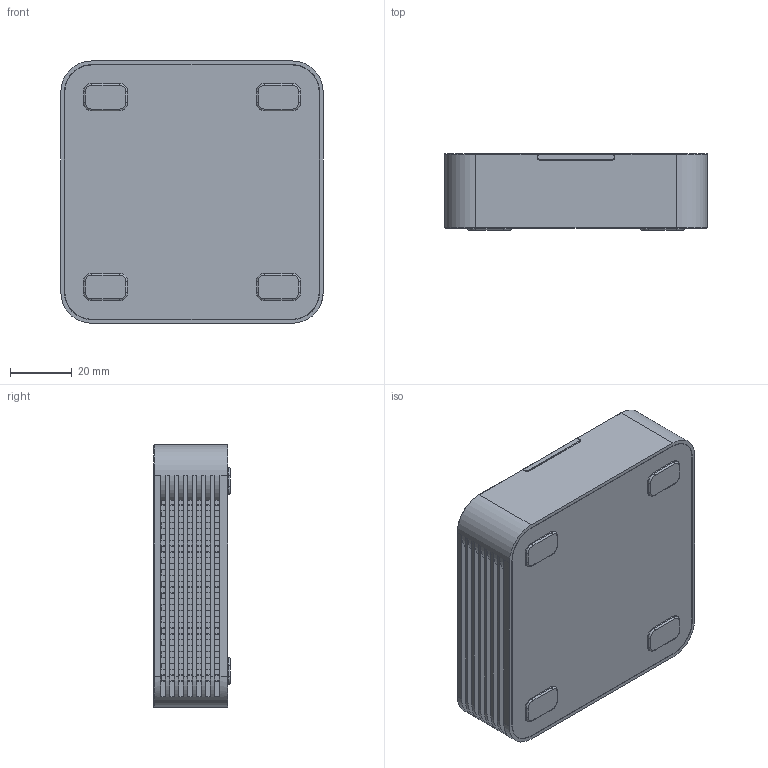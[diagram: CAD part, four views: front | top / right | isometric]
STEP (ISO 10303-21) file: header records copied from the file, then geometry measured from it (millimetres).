
FILE_DESCRIPTION((''),'2;1');
FILE_NAME('00000000_JOSH_ONE_TOTAL_ASM','2025-03-06T14:13:07',('techprim2'),(''),'CREO PARAMETRIC BY PTC INC, 2020414','CREO PARAMETRIC BY PTC INC, 2020414','');
FILE_SCHEMA(('CONFIG_CONTROL_DESIGN'));
Products named in the file (14): PCB_JOSH_CORE; 2171800001; DGJX-TC0116137_TYPE-C_16PIN_RAI; PCB_ASSY_ASM; CASE_TOP; LED_LENS; CASE_BTM; 4_FOOT_RUBBER; SCREW_M3X8_TAPPING; 000000_JOSH_ONE_ASM; SCREW_M2X4; WEIGHT; LOGO_ONE; 00000000_JOSH_ONE_TOTAL_ASM
Assembly tree (22 placements, depth 3):
  00000000_JOSH_ONE_TOTAL_ASM
    PCB_ASSY_ASM
      PCB_JOSH_CORE
      2171800001
      DGJX-TC0116137_TYPE-C_16PIN_RAI
    000000_JOSH_ONE_ASM
      CASE_TOP
      LED_LENS
      CASE_BTM
      4_FOOT_RUBBER  x4
      SCREW_M3X8_TAPPING  x4
    SCREW_M2X4  x4
    WEIGHT
    LOGO_ONE
Bounding box: 85 x 24.8 x 85.06 mm (x, y, z)
Volume: 76281.8 mm3; surface area: 82340.8 mm2
Topology: 22 solids, 36 shells, 3700 faces, 11117 edges, 7318 vertices
Faces by surface type: plane 2560, cylinder 767, cone 166, torus 108, bspline 84, sphere 12, extrusion 3
Entity records: 124680 total; most frequent: CARTESIAN_POINT 28034, ORIENTED_EDGE 21178, DIRECTION 18835, EDGE_CURVE 10589, VECTOR 8139, LINE 8136, VERTEX_POINT 6982, AXIS2_PLACEMENT_3D 5348
